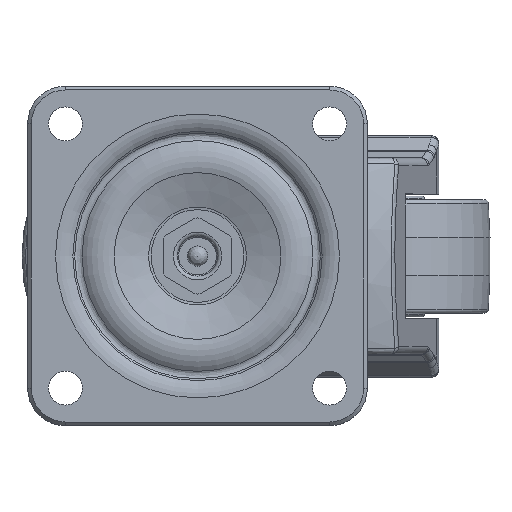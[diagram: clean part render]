
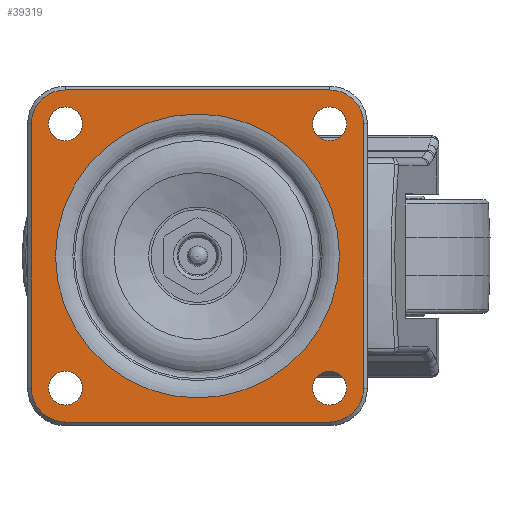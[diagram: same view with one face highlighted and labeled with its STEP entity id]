
A CAD part, top view. The second image highlights one B-rep face of the part: STEP entity #39319.
In plain terms, the highlighted planar face has unit normal (0, 0, 1).
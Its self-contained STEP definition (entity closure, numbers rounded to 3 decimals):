
#39189=CARTESIAN_POINT('',(-6.187,157.82,48.99));
#39190=DIRECTION('',(0.0,0.0,1.0));
#39191=DIRECTION('',(1.0,0.0,0.0));
#39192=AXIS2_PLACEMENT_3D('',#39189,#39190,#39191);
#39193=PLANE('',#39192);
#39194=CARTESIAN_POINT('',(66.622,113.82,48.99));
#39195=VERTEX_POINT('',#39194);
#39196=CARTESIAN_POINT('',(-3.378,113.82,48.99));
#39197=VERTEX_POINT('',#39196);
#39198=CARTESIAN_POINT('',(66.622,113.82,48.99));
#39199=DIRECTION('',(-1.0,0.0,0.0));
#39200=VECTOR('',#39199,70.);
#39201=LINE('',#39198,#39200);
#39202=EDGE_CURVE('',#39195,#39197,#39201,.T.);
#39203=ORIENTED_EDGE('',*,*,#39202,.F.);
#39204=CARTESIAN_POINT('',(75.622,122.82,48.99));
#39205=VERTEX_POINT('',#39204);
#39206=CARTESIAN_POINT('',(66.622,122.82,48.99));
#39207=DIRECTION('',(0.0,0.0,-1.));
#39208=DIRECTION('',(0.707,-0.707,0.0));
#39209=AXIS2_PLACEMENT_3D('',#39206,#39207,#39208);
#39210=CIRCLE('',#39209,9.);
#39211=EDGE_CURVE('',#39205,#39195,#39210,.T.);
#39212=ORIENTED_EDGE('',*,*,#39211,.F.);
#39213=CARTESIAN_POINT('',(75.622,192.82,48.99));
#39214=VERTEX_POINT('',#39213);
#39215=CARTESIAN_POINT('',(75.622,192.82,48.99));
#39216=DIRECTION('',(0.0,-1.0,0.0));
#39217=VECTOR('',#39216,70.0);
#39218=LINE('',#39215,#39217);
#39219=EDGE_CURVE('',#39214,#39205,#39218,.T.);
#39220=ORIENTED_EDGE('',*,*,#39219,.F.);
#39221=CARTESIAN_POINT('',(66.622,201.82,48.99));
#39222=VERTEX_POINT('',#39221);
#39223=CARTESIAN_POINT('',(66.622,192.82,48.99));
#39224=DIRECTION('',(0.0,0.0,-1.));
#39225=DIRECTION('',(0.707,0.707,0.0));
#39226=AXIS2_PLACEMENT_3D('',#39223,#39224,#39225);
#39227=CIRCLE('',#39226,9.);
#39228=EDGE_CURVE('',#39222,#39214,#39227,.T.);
#39229=ORIENTED_EDGE('',*,*,#39228,.F.);
#39230=CARTESIAN_POINT('',(-3.378,201.82,48.99));
#39231=VERTEX_POINT('',#39230);
#39232=CARTESIAN_POINT('',(-3.378,201.82,48.99));
#39233=DIRECTION('',(1.0,0.0,0.0));
#39234=VECTOR('',#39233,70.);
#39235=LINE('',#39232,#39234);
#39236=EDGE_CURVE('',#39231,#39222,#39235,.T.);
#39237=ORIENTED_EDGE('',*,*,#39236,.F.);
#39238=CARTESIAN_POINT('',(-12.378,192.82,48.99));
#39239=VERTEX_POINT('',#39238);
#39240=CARTESIAN_POINT('',(-3.378,192.82,48.99));
#39241=DIRECTION('',(0.0,0.0,-1.));
#39242=DIRECTION('',(-0.707,0.707,0.0));
#39243=AXIS2_PLACEMENT_3D('',#39240,#39241,#39242);
#39244=CIRCLE('',#39243,9.);
#39245=EDGE_CURVE('',#39239,#39231,#39244,.T.);
#39246=ORIENTED_EDGE('',*,*,#39245,.F.);
#39247=CARTESIAN_POINT('',(-12.378,122.82,48.99));
#39248=VERTEX_POINT('',#39247);
#39249=CARTESIAN_POINT('',(-12.378,122.82,48.99));
#39250=DIRECTION('',(0.0,1.0,0.0));
#39251=VECTOR('',#39250,70.0);
#39252=LINE('',#39249,#39251);
#39253=EDGE_CURVE('',#39248,#39239,#39252,.T.);
#39254=ORIENTED_EDGE('',*,*,#39253,.F.);
#39255=CARTESIAN_POINT('',(-3.378,122.82,48.99));
#39256=DIRECTION('',(0.0,0.0,-1.));
#39257=DIRECTION('',(-0.707,-0.707,0.0));
#39258=AXIS2_PLACEMENT_3D('',#39255,#39256,#39257);
#39259=CIRCLE('',#39258,9.);
#39260=EDGE_CURVE('',#39197,#39248,#39259,.T.);
#39261=ORIENTED_EDGE('',*,*,#39260,.F.);
#39262=EDGE_LOOP('',(#39203,#39212,#39220,#39229,#39237,#39246,#39254,#39261));
#39263=FACE_OUTER_BOUND('',#39262,.T.);
#39264=CARTESIAN_POINT('',(69.241,157.82,48.99));
#39265=VERTEX_POINT('',#39264);
#39266=CARTESIAN_POINT('',(31.622,157.82,48.99));
#39267=DIRECTION('',(0.0,0.0,1.0));
#39268=DIRECTION('',(-1.0,0.0,0.0));
#39269=AXIS2_PLACEMENT_3D('',#39266,#39267,#39268);
#39270=CIRCLE('',#39269,37.619);
#39271=EDGE_CURVE('',#39265,#39265,#39270,.T.);
#39272=ORIENTED_EDGE('',*,*,#39271,.F.);
#39273=EDGE_LOOP('',(#39272));
#39274=FACE_BOUND('',#39273,.T.);
#39275=CARTESIAN_POINT('',(62.122,122.82,48.99));
#39276=VERTEX_POINT('',#39275);
#39277=CARTESIAN_POINT('',(66.622,122.82,48.99));
#39278=DIRECTION('',(0.0,0.0,-1.0));
#39279=DIRECTION('',(1.0,0.0,0.0));
#39280=AXIS2_PLACEMENT_3D('',#39277,#39278,#39279);
#39281=CIRCLE('',#39280,4.5);
#39282=EDGE_CURVE('',#39276,#39276,#39281,.T.);
#39283=ORIENTED_EDGE('',*,*,#39282,.T.);
#39284=EDGE_LOOP('',(#39283));
#39285=FACE_BOUND('',#39284,.T.);
#39286=CARTESIAN_POINT('',(62.122,192.82,48.99));
#39287=VERTEX_POINT('',#39286);
#39288=CARTESIAN_POINT('',(66.622,192.82,48.99));
#39289=DIRECTION('',(0.0,0.0,-1.0));
#39290=DIRECTION('',(1.0,0.0,0.0));
#39291=AXIS2_PLACEMENT_3D('',#39288,#39289,#39290);
#39292=CIRCLE('',#39291,4.5);
#39293=EDGE_CURVE('',#39287,#39287,#39292,.T.);
#39294=ORIENTED_EDGE('',*,*,#39293,.T.);
#39295=EDGE_LOOP('',(#39294));
#39296=FACE_BOUND('',#39295,.T.);
#39297=CARTESIAN_POINT('',(-7.878,122.82,48.99));
#39298=VERTEX_POINT('',#39297);
#39299=CARTESIAN_POINT('',(-3.378,122.82,48.99));
#39300=DIRECTION('',(0.0,0.0,-1.0));
#39301=DIRECTION('',(1.0,0.0,0.0));
#39302=AXIS2_PLACEMENT_3D('',#39299,#39300,#39301);
#39303=CIRCLE('',#39302,4.5);
#39304=EDGE_CURVE('',#39298,#39298,#39303,.T.);
#39305=ORIENTED_EDGE('',*,*,#39304,.T.);
#39306=EDGE_LOOP('',(#39305));
#39307=FACE_BOUND('',#39306,.T.);
#39308=CARTESIAN_POINT('',(-7.878,192.82,48.99));
#39309=VERTEX_POINT('',#39308);
#39310=CARTESIAN_POINT('',(-3.378,192.82,48.99));
#39311=DIRECTION('',(0.0,0.0,-1.0));
#39312=DIRECTION('',(1.0,0.0,0.0));
#39313=AXIS2_PLACEMENT_3D('',#39310,#39311,#39312);
#39314=CIRCLE('',#39313,4.5);
#39315=EDGE_CURVE('',#39309,#39309,#39314,.T.);
#39316=ORIENTED_EDGE('',*,*,#39315,.T.);
#39317=EDGE_LOOP('',(#39316));
#39318=FACE_BOUND('',#39317,.T.);
#39319=ADVANCED_FACE('',(#39263,#39274,#39285,#39296,#39307,#39318),#39193,.T.);
